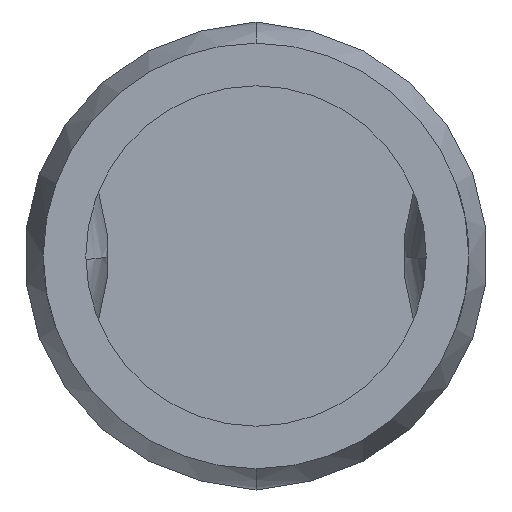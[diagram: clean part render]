
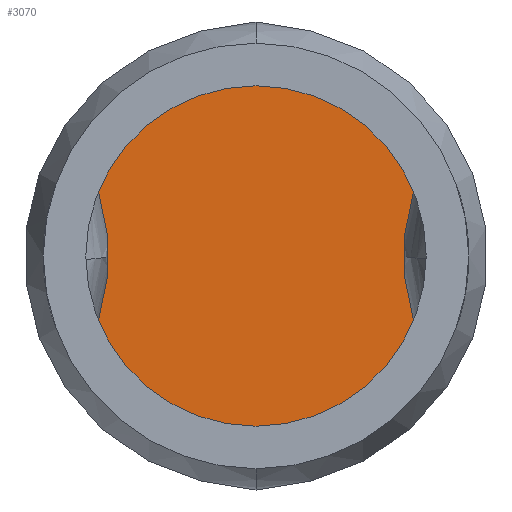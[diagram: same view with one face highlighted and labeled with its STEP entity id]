
A CAD part, front view. The second image highlights one B-rep face of the part: STEP entity #3070.
In plain terms, the highlighted planar face has unit normal (0, -1, 0).
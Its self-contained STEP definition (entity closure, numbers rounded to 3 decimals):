
#315 = EDGE_CURVE ( 'Defeature ausgef�hrt2_0+Defeature ausgef�hrt2_24+Defeature ausgef�hrt2_24+Defeature ausgef�hrt2_24', #3437, #2014, #2562, .T. ) ;
#1259 = FACE_OUTER_BOUND ( 'NONE', #1486, .T. ) ;
#1486 = EDGE_LOOP ( 'NONE', ( #5651, #5643 ) ) ;
#1661 = DIRECTION ( 'NONE',  ( 0., 1., 0. ) ) ;
#1672 = CIRCLE ( 'NONE', #5703, 0.4 ) ;
#2014 = VERTEX_POINT ( 'NONE', #3043 ) ;
#2531 = DIRECTION ( 'NONE',  ( 0., 0., 1. ) ) ;
#2562 = CIRCLE ( 'NONE', #3439, 0.4 ) ;
#2575 = CARTESIAN_POINT ( 'NONE',  ( 0., -27.1, 0. ) ) ;
#2951 = DIRECTION ( 'NONE',  ( 0., 1., 0. ) ) ;
#3043 = CARTESIAN_POINT ( 'NONE',  ( 0., -27.1, 0.4 ) ) ;
#3070 = ADVANCED_FACE ( 'Defeature ausgef�hrt2_24', ( #1259 ), #5497, .F. ) ;
#3210 = DIRECTION ( 'NONE',  ( 0., 1., 0. ) ) ;
#3437 = VERTEX_POINT ( 'NONE', #3477 ) ;
#3439 = AXIS2_PLACEMENT_3D ( 'NONE', #4362, #2951, #5735 ) ;
#3477 = CARTESIAN_POINT ( 'NONE',  ( 0., -27.1, -0.4 ) ) ;
#4079 = DIRECTION ( 'NONE',  ( 0., 0., 1. ) ) ;
#4110 = CARTESIAN_POINT ( 'NONE',  ( 0., -27.1, 0. ) ) ;
#4362 = CARTESIAN_POINT ( 'NONE',  ( 0., -27.1, 0. ) ) ;
#4495 = EDGE_CURVE ( 'Defeature ausgef�hrt2_0+Defeature ausgef�hrt2_24+Defeature ausgef�hrt2_24+Defeature ausgef�hrt2_24', #2014, #3437, #1672, .T. ) ;
#5119 = AXIS2_PLACEMENT_3D ( 'NONE', #4110, #3210, #4079 ) ;
#5497 = PLANE ( 'NONE',  #5119 ) ;
#5643 = ORIENTED_EDGE ( 'NONE', *, *, #315, .F. ) ;
#5651 = ORIENTED_EDGE ( 'NONE', *, *, #4495, .F. ) ;
#5703 = AXIS2_PLACEMENT_3D ( 'NONE', #2575, #1661, #2531 ) ;
#5735 = DIRECTION ( 'NONE',  ( 0., 0., 1. ) ) ;
